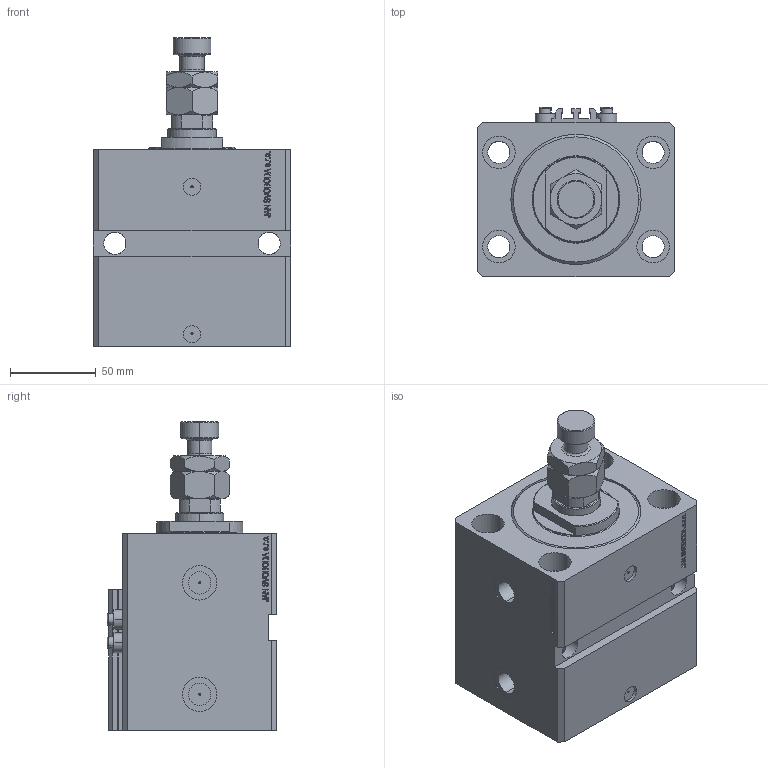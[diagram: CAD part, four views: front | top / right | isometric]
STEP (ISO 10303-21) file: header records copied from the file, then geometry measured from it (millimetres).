
FILE_DESCRIPTION (( 'STEP AP203' ), '1' );
FILE_NAME ('a0e2.STEP', '2023-10-19T13:12:39', ( '' ), ( '' ), 'SwSTEP 2.0', 'SolidWorks 2019', '' );
FILE_SCHEMA (( 'CONFIG_CONTROL_DESIGN' ));
Length unit declared in the file: millimetre
Products named in the file (6): V250CE_E_Body a892bf5d0da8c35abd7d24051b33f368; ALLEN BOLT V250CE a892bf5d0da8c35abd7d24051b33f368; V250CE_C_VCP a892bf5d0da8c35abd7d24051b33f368; V250CE_VC_E a892bf5d0da8c35abd7d24051b33f368; a0e2; MFA a892bf5d0da8c35abd7d24051b33f368
Assembly tree (8 placements, depth 2):
  a0e2
    V250CE_E_Body a892bf5d0da8c35abd7d24051b33f368
    ALLEN BOLT V250CE a892bf5d0da8c35abd7d24051b33f368  x4
    V250CE_C_VCP a892bf5d0da8c35abd7d24051b33f368
    V250CE_VC_E a892bf5d0da8c35abd7d24051b33f368
    MFA a892bf5d0da8c35abd7d24051b33f368
Bounding box: 115 x 99 x 180 mm (x, y, z)
Volume: 1049829.4 mm3; surface area: 170252.8 mm2
Topology: 9 solids, 9 shells, 1175 faces, 2922 edges, 1889 vertices
Faces by surface type: plane 563, bspline 368, cylinder 142, cone 84, torus 18
Entity records: 50883 total; most frequent: CARTESIAN_POINT 26268, ORIENTED_EDGE 5534, DIRECTION 3697, EDGE_CURVE 2767, VERTEX_POINT 1805, VECTOR 1645, LINE 1645, EDGE_LOOP 1246
